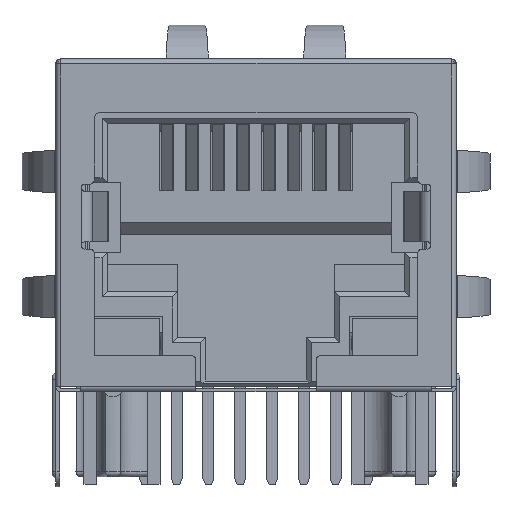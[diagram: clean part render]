
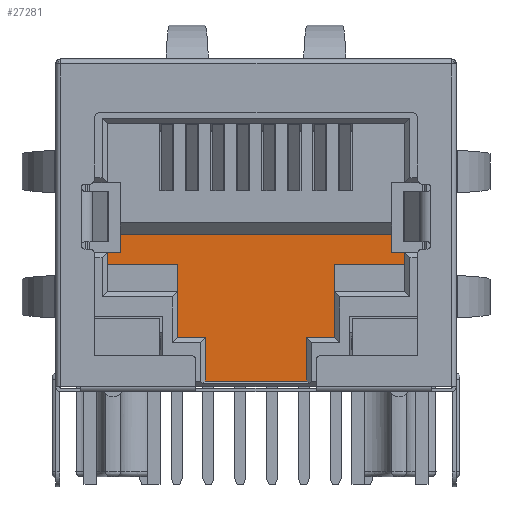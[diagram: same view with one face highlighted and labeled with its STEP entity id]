
A CAD part, front view. The second image highlights one B-rep face of the part: STEP entity #27281.
In plain terms, the highlighted planar face has unit normal (0, -1, 0).
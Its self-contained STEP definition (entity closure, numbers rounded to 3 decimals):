
#2867=ORIENTED_EDGE('',*,*,#10229,.F.);
#2868=ORIENTED_EDGE('',*,*,#10124,.T.);
#2869=ORIENTED_EDGE('',*,*,#10162,.F.);
#2870=ORIENTED_EDGE('',*,*,#10079,.F.);
#2871=ORIENTED_EDGE('',*,*,#10128,.F.);
#2872=ORIENTED_EDGE('',*,*,#10160,.F.);
#2873=ORIENTED_EDGE('',*,*,#10330,.T.);
#2874=ORIENTED_EDGE('',*,*,#10158,.T.);
#2875=ORIENTED_EDGE('',*,*,#10146,.F.);
#2876=ORIENTED_EDGE('',*,*,#10071,.T.);
#2877=ORIENTED_EDGE('',*,*,#10164,.T.);
#2878=ORIENTED_EDGE('',*,*,#10153,.T.);
#2879=ORIENTED_EDGE('',*,*,#10225,.T.);
#2880=ORIENTED_EDGE('',*,*,#10228,.T.);
#2881=ORIENTED_EDGE('',*,*,#9609,.T.);
#2882=ORIENTED_EDGE('',*,*,#10059,.T.);
#2883=ORIENTED_EDGE('',*,*,#10114,.T.);
#2884=ORIENTED_EDGE('',*,*,#10116,.T.);
#2885=ORIENTED_EDGE('',*,*,#9573,.T.);
#2886=ORIENTED_EDGE('',*,*,#10231,.F.);
#9573=EDGE_CURVE('',#13674,#13675,#16337,.T.);
#9609=EDGE_CURVE('',#13711,#13710,#16373,.T.);
#10059=EDGE_CURVE('',#13710,#14088,#16775,.T.);
#10071=EDGE_CURVE('',#14095,#14094,#16787,.T.);
#10079=EDGE_CURVE('',#14101,#14102,#16795,.T.);
#10114=EDGE_CURVE('',#14088,#14118,#16830,.T.);
#10116=EDGE_CURVE('',#14118,#13674,#16832,.T.);
#10124=EDGE_CURVE('',#14119,#14123,#16840,.T.);
#10128=EDGE_CURVE('',#14124,#14101,#16844,.T.);
#10146=EDGE_CURVE('',#14095,#14133,#16862,.T.);
#10153=EDGE_CURVE('',#14136,#14135,#16869,.T.);
#10158=EDGE_CURVE('',#14138,#14133,#16874,.T.);
#10160=EDGE_CURVE('',#14139,#14124,#16876,.T.);
#10162=EDGE_CURVE('',#14102,#14123,#16878,.T.);
#10164=EDGE_CURVE('',#14094,#14136,#16880,.T.);
#10225=EDGE_CURVE('',#14135,#14147,#16941,.T.);
#10228=EDGE_CURVE('',#14147,#13711,#16944,.T.);
#10229=EDGE_CURVE('',#14119,#14148,#16945,.T.);
#10231=EDGE_CURVE('',#14148,#13675,#16947,.T.);
#10330=EDGE_CURVE('',#14139,#14138,#17018,.T.);
#13674=VERTEX_POINT('',#42021);
#13675=VERTEX_POINT('',#42022);
#13710=VERTEX_POINT('',#42092);
#13711=VERTEX_POINT('',#42094);
#14088=VERTEX_POINT('',#43025);
#14094=VERTEX_POINT('',#43045);
#14095=VERTEX_POINT('',#43047);
#14101=VERTEX_POINT('',#43063);
#14102=VERTEX_POINT('',#43064);
#14118=VERTEX_POINT('',#43132);
#14119=VERTEX_POINT('',#43140);
#14123=VERTEX_POINT('',#43149);
#14124=VERTEX_POINT('',#43156);
#14133=VERTEX_POINT('',#43189);
#14135=VERTEX_POINT('',#43198);
#14136=VERTEX_POINT('',#43200);
#14138=VERTEX_POINT('',#43206);
#14139=VERTEX_POINT('',#43211);
#14147=VERTEX_POINT('',#43331);
#14148=VERTEX_POINT('',#43339);
#16337=LINE('',#42020,#19548);
#16373=LINE('',#42093,#19584);
#16775=LINE('',#43026,#19986);
#16787=LINE('',#43046,#19998);
#16795=LINE('',#43062,#20006);
#16830=LINE('',#43133,#20041);
#16832=LINE('',#43136,#20043);
#16840=LINE('',#43150,#20051);
#16844=LINE('',#43157,#20055);
#16862=LINE('',#43188,#20073);
#16869=LINE('',#43199,#20080);
#16874=LINE('',#43208,#20085);
#16876=LINE('',#43212,#20087);
#16878=LINE('',#43215,#20089);
#16880=LINE('',#43219,#20091);
#16941=LINE('',#43330,#20152);
#16944=LINE('',#43336,#20155);
#16945=LINE('',#43338,#20156);
#16947=LINE('',#43342,#20158);
#17018=LINE('',#43621,#20229);
#19548=VECTOR('',#35023,1000.);
#19584=VECTOR('',#35059,1000.);
#19986=VECTOR('',#35687,1000.);
#19998=VECTOR('',#35703,1000.);
#20006=VECTOR('',#35715,1000.);
#20041=VECTOR('',#35786,1000.);
#20043=VECTOR('',#35790,1000.);
#20051=VECTOR('',#35800,1000.);
#20055=VECTOR('',#35808,1000.);
#20073=VECTOR('',#35836,1000.);
#20080=VECTOR('',#35845,1000.);
#20085=VECTOR('',#35852,1000.);
#20087=VECTOR('',#35856,1000.);
#20089=VECTOR('',#35860,1000.);
#20091=VECTOR('',#35866,1000.);
#20152=VECTOR('',#36013,1000.);
#20155=VECTOR('',#36020,1000.);
#20156=VECTOR('',#36023,1000.);
#20158=VECTOR('',#36027,1000.);
#20229=VECTOR('',#36322,1000.);
#23025=EDGE_LOOP('',(#2867,#2868,#2869,#2870,#2871,#2872,#2873,#2874,#2875,
#2876,#2877,#2878,#2879,#2880,#2881,#2882,#2883,#2884,#2885,#2886));
#24573=FACE_BOUND('',#23025,.T.);
#26081=PLANE('',#33436);
#27281=ADVANCED_FACE('',(#24573),#26081,.F.);
#33436=AXIS2_PLACEMENT_3D('',#43622,#36323,#36324);
#35023=DIRECTION('',(-1.,0.,0.));
#35059=DIRECTION('',(-1.,0.,0.));
#35687=DIRECTION('',(0.,0.,-1.));
#35703=DIRECTION('',(0.,0.,-1.));
#35715=DIRECTION('',(0.,0.,-1.));
#35786=DIRECTION('',(1.,0.,0.));
#35790=DIRECTION('',(0.,0.,1.));
#35800=DIRECTION('',(0.,0.,1.));
#35808=DIRECTION('',(1.,0.,0.));
#35836=DIRECTION('',(1.,0.,0.));
#35845=DIRECTION('',(0.,0.,-1.));
#35852=DIRECTION('',(0.,0.,-1.));
#35856=DIRECTION('',(0.,0.,-1.));
#35860=DIRECTION('',(-1.,0.,0.));
#35866=DIRECTION('',(1.,0.,0.));
#36013=DIRECTION('',(1.,0.,0.));
#36020=DIRECTION('',(0.,0.,-1.));
#36023=DIRECTION('',(-1.,0.,0.));
#36027=DIRECTION('',(0.,0.,-1.));
#36322=DIRECTION('',(-1.,0.,0.));
#36323=DIRECTION('',(0.,1.,0.));
#36324=DIRECTION('',(0.,0.,1.));
#42020=CARTESIAN_POINT('',(2.03,0.911,-5.8));
#42021=CARTESIAN_POINT('',(2.03,0.911,-5.8));
#42022=CARTESIAN_POINT('',(2.025,0.911,-5.8));
#42092=CARTESIAN_POINT('',(-2.03,0.911,-5.8));
#42093=CARTESIAN_POINT('',(2.03,0.911,-5.8));
#42094=CARTESIAN_POINT('',(-2.025,0.911,-5.8));
#43025=CARTESIAN_POINT('',(-2.03,0.911,-6.17));
#43026=CARTESIAN_POINT('',(-2.03,0.911,-5.8));
#43045=CARTESIAN_POINT('',(-5.95,0.911,-1.53));
#43046=CARTESIAN_POINT('',(-5.95,0.911,-0.31));
#43047=CARTESIAN_POINT('',(-5.95,0.911,-1.04));
#43062=CARTESIAN_POINT('',(5.95,0.911,-0.31));
#43063=CARTESIAN_POINT('',(5.95,0.911,-1.04));
#43064=CARTESIAN_POINT('',(5.95,0.911,-1.53));
#43132=CARTESIAN_POINT('',(2.03,0.911,-6.17));
#43133=CARTESIAN_POINT('',(-2.03,0.911,-6.17));
#43136=CARTESIAN_POINT('',(2.03,0.911,-6.17));
#43140=CARTESIAN_POINT('',(3.15,0.911,-4.42));
#43149=CARTESIAN_POINT('',(3.15,0.911,-1.53));
#43150=CARTESIAN_POINT('',(3.15,0.911,-4.42));
#43156=CARTESIAN_POINT('',(5.425,0.911,-1.04));
#43157=CARTESIAN_POINT('',(5.95,0.911,-1.04));
#43188=CARTESIAN_POINT('',(-6.725,0.911,-1.04));
#43189=CARTESIAN_POINT('',(-5.425,0.911,-1.04));
#43198=CARTESIAN_POINT('',(-3.15,0.911,-4.42));
#43199=CARTESIAN_POINT('',(-3.15,0.911,-1.53));
#43200=CARTESIAN_POINT('',(-3.15,0.911,-1.53));
#43206=CARTESIAN_POINT('',(-5.425,0.911,-0.31));
#43208=CARTESIAN_POINT('',(-5.425,0.911,1.76));
#43211=CARTESIAN_POINT('',(5.425,0.911,-0.31));
#43212=CARTESIAN_POINT('',(5.425,0.911,1.76));
#43215=CARTESIAN_POINT('',(5.95,0.911,-1.53));
#43219=CARTESIAN_POINT('',(-5.95,0.911,-1.53));
#43330=CARTESIAN_POINT('',(-2.025,0.911,-4.42));
#43331=CARTESIAN_POINT('',(-2.025,0.911,-4.42));
#43336=CARTESIAN_POINT('',(-2.025,0.911,-5.8));
#43338=CARTESIAN_POINT('',(2.025,0.911,-4.42));
#43339=CARTESIAN_POINT('',(2.025,0.911,-4.42));
#43342=CARTESIAN_POINT('',(2.025,0.911,-5.8));
#43621=CARTESIAN_POINT('',(5.95,0.911,-0.31));
#43622=CARTESIAN_POINT('',(5.95,0.911,-0.31));
